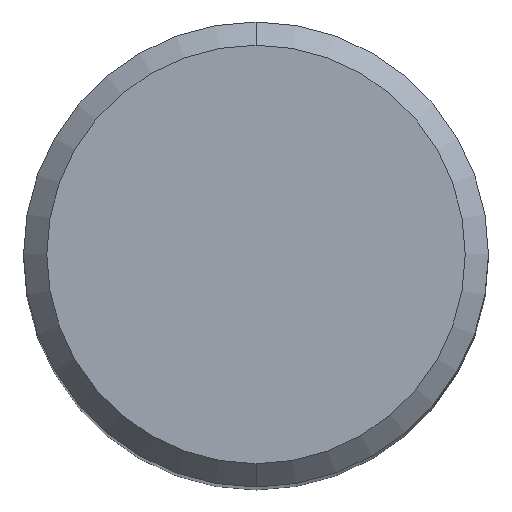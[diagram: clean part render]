
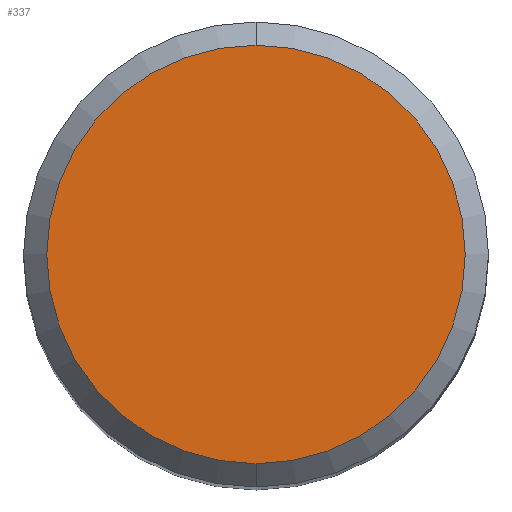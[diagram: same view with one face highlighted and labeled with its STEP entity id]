
A CAD part, top view. The second image highlights one B-rep face of the part: STEP entity #337.
In plain terms, the highlighted planar face has unit normal (0, 0, 1).
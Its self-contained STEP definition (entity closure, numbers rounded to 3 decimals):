
#211=VERTEX_POINT('',#526);
#241=VERTEX_POINT('',#558);
#337=ADVANCED_FACE('',(#659),#660,.T.);
#341=EDGE_CURVE('',#241,#211,#664,.T.);
#347=EDGE_CURVE('',#211,#241,#671,.T.);
#526=CARTESIAN_POINT('',(0.,-5.4,0.0));
#558=CARTESIAN_POINT('',(0.0,5.4,0.0));
#659=FACE_OUTER_BOUND('',#1224,.T.);
#660=PLANE('',#1225);
#664=CIRCLE('',#1231,5.4);
#671=CIRCLE('',#1240,5.4);
#1224=EDGE_LOOP('',(#1692,#1693));
#1225=AXIS2_PLACEMENT_3D('',#1694,#1695,#1696);
#1231=AXIS2_PLACEMENT_3D('',#1700,#1701,#1702);
#1240=AXIS2_PLACEMENT_3D('',#1714,#1715,#1716);
#1692=ORIENTED_EDGE('',*,*,#341,.F.);
#1693=ORIENTED_EDGE('',*,*,#347,.F.);
#1694=CARTESIAN_POINT('',(0.0,2.7,0.0));
#1695=DIRECTION('',(-0.0,0.0,1.0));
#1696=DIRECTION('',(0.0,-1.0,0.0));
#1700=CARTESIAN_POINT('',(0.0,0.0,0.0));
#1701=DIRECTION('',(0.0,0.0,-1.0));
#1702=DIRECTION('',(0.0,1.0,0.0));
#1714=CARTESIAN_POINT('',(0.0,0.0,0.0));
#1715=DIRECTION('',(0.0,0.0,-1.0));
#1716=DIRECTION('',(0.0,1.0,0.0));
